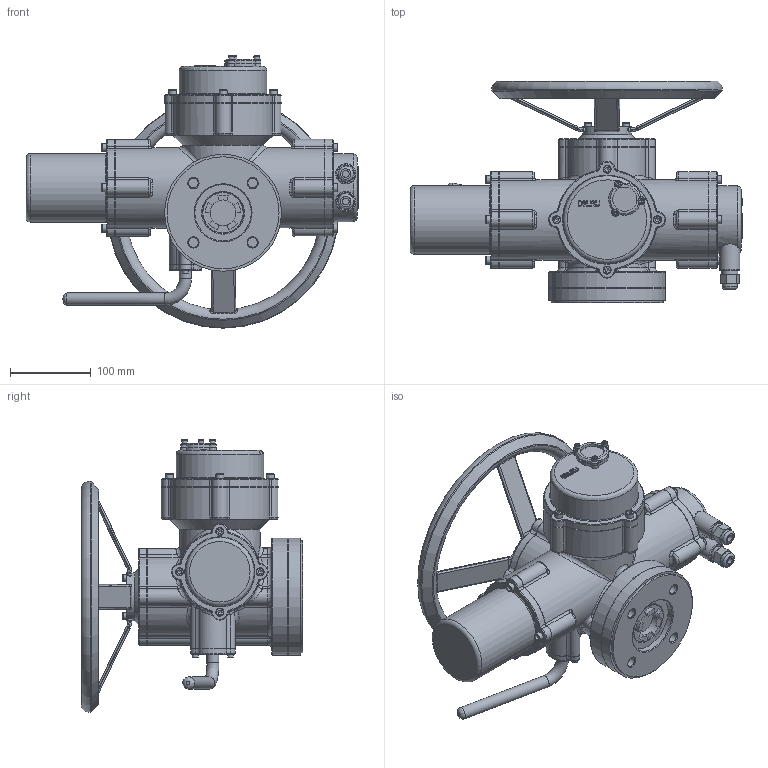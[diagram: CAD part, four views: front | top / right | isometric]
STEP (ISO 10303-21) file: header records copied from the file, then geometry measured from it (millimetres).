
FILE_DESCRIPTION(/* description */ (''),/* implementation_level */ '2;1');
FILE_NAME(/* name */ 'MTN-005_3D_STEP.stp',/* time_stamp */ '2025-12-13T13:41:03+03:00',/* author */ ('igorr'),/* organization */ (''),/* preprocessor_version */ 'ST-DEVELOPER v20',/* originating_system */ 'Autodesk Inventor 2025',/* authorisation */ '');
FILE_SCHEMA (('AUTOMOTIVE_DESIGN { 1 0 10303 214 3 1 1 }'));
Length unit declared in the file: millimetre
Products named in the file (8): Сборка; Деталь1; Деталь2; Деталь3; AS 1420 - 1973 - M4 x 16; AS 1420 - 1973 - M5 x 20; AS 1420 - 1973 - M6 x 16; AS 1420 - 1973 - M6 x 20
Assembly tree (24 placements, depth 2):
  Сборка
    Деталь1
    Деталь2
    Деталь3
    AS 1420 - 1973 - M4 x 16  x5
    AS 1420 - 1973 - M5 x 20  x4
    AS 1420 - 1973 - M6 x 16  x4
    AS 1420 - 1973 - M6 x 20  x8
Bounding box: 412 x 274.92 x 337.99 mm (x, y, z)
Volume: 6229309.6 mm3; surface area: 426378.5 mm2
Topology: 24 solids, 24 shells, 1049 faces, 2515 edges, 1588 vertices
Faces by surface type: plane 373, cylinder 304, torus 193, bspline 104, cone 59, sphere 16
Full cylindrical faces by diameter (mm): 1.253 x1, 4 x5, 5 x4, 6 x16, 6.943 x1, 7 x5, 8.472 x2, 8.5 x4, 10 x12, 12 x4, 15 x2, 16 x1, 18.924 x2, 19.519 x2, 25 x2, 26.518 x1, 30 x2, 32 x1, 34.732 x1, 35 x3, 39.848 x1, 50 x1, 51 x1, 60 x1, 70 x1, 84.165 x1, 85 x1, 86.846 x1, 90 x2, 100 x2
Entity records: 30093 total; most frequent: CARTESIAN_POINT 10497, DIRECTION 4053, ORIENTED_EDGE 3798, EDGE_CURVE 1899, AXIS2_PLACEMENT_3D 1708, VERTEX_POINT 1180, CIRCLE 961, EDGE_LOOP 873
